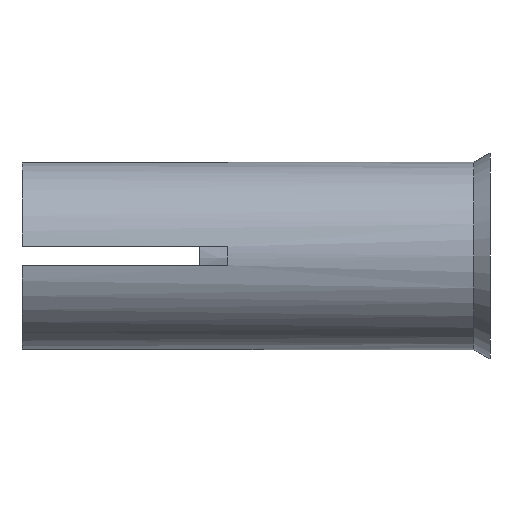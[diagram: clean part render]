
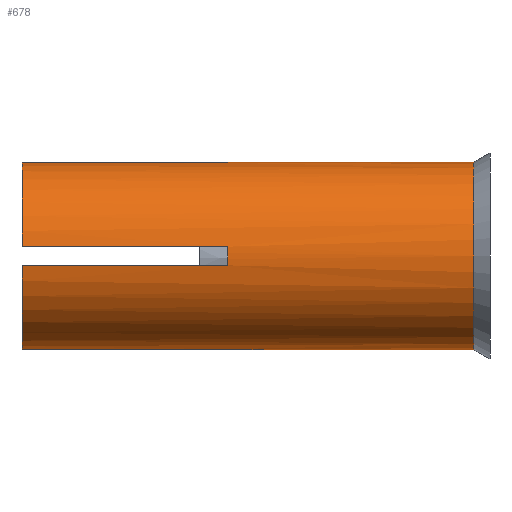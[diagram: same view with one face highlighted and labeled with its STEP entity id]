
A CAD part, front view. The second image highlights one B-rep face of the part: STEP entity #678.
In plain terms, the highlighted cylindrical face has radius 5 mm (diameter 10 mm), a full revolution.
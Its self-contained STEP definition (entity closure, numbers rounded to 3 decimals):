
#4 = EDGE_CURVE ( 'NONE', #1101, #155, #235, .T. ) ;
#35 = EDGE_CURVE ( 'NONE', #620, #594, #480, .T. ) ;
#36 = VERTEX_POINT ( 'NONE', #961 ) ;
#39 = LINE ( 'NONE', #167, #1160 ) ;
#42 = EDGE_CURVE ( 'NONE', #155, #36, #51, .T. ) ;
#51 = CIRCLE ( 'NONE', #1622, 5. ) ;
#53 = EDGE_LOOP ( 'NONE', ( #1050 ) ) ;
#66 = ORIENTED_EDGE ( 'NONE', *, *, #1458, .F. ) ;
#85 = ORIENTED_EDGE ( 'NONE', *, *, #35, .T. ) ;
#91 = DIRECTION ( 'NONE',  ( 0., 0., 1. ) ) ;
#137 = FACE_OUTER_BOUND ( 'NONE', #53, .T. ) ;
#144 = DIRECTION ( 'NONE',  ( 0., 0., 1. ) ) ;
#155 = VERTEX_POINT ( 'NONE', #1289 ) ;
#161 = ORIENTED_EDGE ( 'NONE', *, *, #828, .T. ) ;
#167 = CARTESIAN_POINT ( 'NONE',  ( -14., 4.975, -0.5 ) ) ;
#192 = VERTEX_POINT ( 'NONE', #787 ) ;
#201 = CARTESIAN_POINT ( 'NONE',  ( -14., -4.975, -0.5 ) ) ;
#205 = CARTESIAN_POINT ( 'NONE',  ( -25., -4.975, -0.5 ) ) ;
#215 = DIRECTION ( 'NONE',  ( -1., 0., 0. ) ) ;
#229 = CARTESIAN_POINT ( 'NONE',  ( -14., -0.5, -4.975 ) ) ;
#235 = LINE ( 'NONE', #464, #286 ) ;
#239 = EDGE_CURVE ( 'NONE', #309, #1553, #702, .T. ) ;
#246 = AXIS2_PLACEMENT_3D ( 'NONE', #1118, #498, #1005 ) ;
#265 = ORIENTED_EDGE ( 'NONE', *, *, #1193, .F. ) ;
#273 = LINE ( 'NONE', #1500, #764 ) ;
#284 = AXIS2_PLACEMENT_3D ( 'NONE', #1571, #819, #827 ) ;
#286 = VECTOR ( 'NONE', #455, 1000. ) ;
#309 = VERTEX_POINT ( 'NONE', #340 ) ;
#340 = CARTESIAN_POINT ( 'NONE',  ( -14., 0.5, -4.975 ) ) ;
#346 = ORIENTED_EDGE ( 'NONE', *, *, #732, .F. ) ;
#355 = VERTEX_POINT ( 'NONE', #704 ) ;
#368 = CARTESIAN_POINT ( 'NONE',  ( -25., 0.5, -4.975 ) ) ;
#377 = CIRCLE ( 'NONE', #482, 5. ) ;
#395 = AXIS2_PLACEMENT_3D ( 'NONE', #1018, #524, #886 ) ;
#415 = DIRECTION ( 'NONE',  ( 0., 0., 1. ) ) ;
#421 = DIRECTION ( 'NONE',  ( 0., 0., 1. ) ) ;
#436 = VERTEX_POINT ( 'NONE', #1512 ) ;
#440 = CARTESIAN_POINT ( 'NONE',  ( -25., 4.975, 0.5 ) ) ;
#447 = VECTOR ( 'NONE', #719, 1000. ) ;
#455 = DIRECTION ( 'NONE',  ( -1., 0., 0. ) ) ;
#457 = CARTESIAN_POINT ( 'NONE',  ( -14., 0., 0. ) ) ;
#464 = CARTESIAN_POINT ( 'NONE',  ( -14., -4.975, 0.5 ) ) ;
#480 = LINE ( 'NONE', #1614, #1568 ) ;
#482 = AXIS2_PLACEMENT_3D ( 'NONE', #1029, #1389, #1040 ) ;
#490 = CARTESIAN_POINT ( 'NONE',  ( -14., -4.975, 0.5 ) ) ;
#498 = DIRECTION ( 'NONE',  ( -1., 0., 0. ) ) ;
#524 = DIRECTION ( 'NONE',  ( -1., 0., 0. ) ) ;
#532 = ORIENTED_EDGE ( 'NONE', *, *, #536, .T. ) ;
#536 = EDGE_CURVE ( 'NONE', #309, #1266, #837, .T. ) ;
#543 = DIRECTION ( 'NONE',  ( -1., 0., 0. ) ) ;
#558 = CARTESIAN_POINT ( 'NONE',  ( -0.87, 0., 5. ) ) ;
#564 = LINE ( 'NONE', #201, #1296 ) ;
#589 = EDGE_CURVE ( 'NONE', #192, #1545, #564, .T. ) ;
#594 = VERTEX_POINT ( 'NONE', #440 ) ;
#613 = EDGE_CURVE ( 'NONE', #1553, #436, #893, .T. ) ;
#620 = VERTEX_POINT ( 'NONE', #1125 ) ;
#659 = AXIS2_PLACEMENT_3D ( 'NONE', #707, #215, #91 ) ;
#668 = ORIENTED_EDGE ( 'NONE', *, *, #589, .T. ) ;
#676 = DIRECTION ( 'NONE',  ( -1., 0., 0. ) ) ;
#678 = ADVANCED_FACE ( 'NONE', ( #1241, #137 ), #1148, .T. ) ;
#683 = ORIENTED_EDGE ( 'NONE', *, *, #908, .F. ) ;
#698 = DIRECTION ( 'NONE',  ( -1., 0., 0. ) ) ;
#700 = EDGE_CURVE ( 'NONE', #620, #1479, #1368, .T. ) ;
#702 = CIRCLE ( 'NONE', #748, 5. ) ;
#703 = ORIENTED_EDGE ( 'NONE', *, *, #4, .F. ) ;
#704 = CARTESIAN_POINT ( 'NONE',  ( -14., 0.5, 4.975 ) ) ;
#707 = CARTESIAN_POINT ( 'NONE',  ( -0.87, 0., 0. ) ) ;
#716 = CIRCLE ( 'NONE', #1006, 5. ) ;
#718 = CARTESIAN_POINT ( 'NONE',  ( -25., 0., 0. ) ) ;
#719 = DIRECTION ( 'NONE',  ( -1., 0., 0. ) ) ;
#732 = EDGE_CURVE ( 'NONE', #436, #1545, #841, .T. ) ;
#748 = AXIS2_PLACEMENT_3D ( 'NONE', #804, #1174, #938 ) ;
#764 = VECTOR ( 'NONE', #1115, 1000. ) ;
#782 = DIRECTION ( 'NONE',  ( -1., 0., 0. ) ) ;
#787 = CARTESIAN_POINT ( 'NONE',  ( -14., -4.975, -0.5 ) ) ;
#804 = CARTESIAN_POINT ( 'NONE',  ( -14., 0., 0. ) ) ;
#815 = EDGE_CURVE ( 'NONE', #1169, #1169, #1052, .T. ) ;
#819 = DIRECTION ( 'NONE',  ( -1., 0., 0. ) ) ;
#827 = DIRECTION ( 'NONE',  ( 0., 0., 1. ) ) ;
#828 = EDGE_CURVE ( 'NONE', #1551, #36, #842, .T. ) ;
#837 = LINE ( 'NONE', #1195, #880 ) ;
#841 = CIRCLE ( 'NONE', #1313, 5. ) ;
#842 = LINE ( 'NONE', #1345, #447 ) ;
#851 = DIRECTION ( 'NONE',  ( -1., 0., 0. ) ) ;
#861 = CARTESIAN_POINT ( 'NONE',  ( -25., 0.5, 4.975 ) ) ;
#879 = CARTESIAN_POINT ( 'NONE',  ( -14., 4.975, -0.5 ) ) ;
#880 = VECTOR ( 'NONE', #1085, 1000. ) ;
#886 = DIRECTION ( 'NONE',  ( 0., 0., 1. ) ) ;
#892 = ORIENTED_EDGE ( 'NONE', *, *, #613, .F. ) ;
#893 = LINE ( 'NONE', #229, #1056 ) ;
#903 = ORIENTED_EDGE ( 'NONE', *, *, #1580, .F. ) ;
#908 = EDGE_CURVE ( 'NONE', #355, #1297, #273, .T. ) ;
#921 = ORIENTED_EDGE ( 'NONE', *, *, #239, .F. ) ;
#938 = DIRECTION ( 'NONE',  ( 0., 0., 1. ) ) ;
#944 = CARTESIAN_POINT ( 'NONE',  ( -25., 4.975, -0.5 ) ) ;
#953 = CARTESIAN_POINT ( 'NONE',  ( -14., -0.5, -4.975 ) ) ;
#955 = DIRECTION ( 'NONE',  ( -1., 0., 0. ) ) ;
#961 = CARTESIAN_POINT ( 'NONE',  ( -25., -0.5, 4.975 ) ) ;
#1005 = DIRECTION ( 'NONE',  ( 0., 0., 1. ) ) ;
#1006 = AXIS2_PLACEMENT_3D ( 'NONE', #457, #955, #421 ) ;
#1017 = ORIENTED_EDGE ( 'NONE', *, *, #1110, .F. ) ;
#1018 = CARTESIAN_POINT ( 'NONE',  ( -80.9, 0., 0. ) ) ;
#1029 = CARTESIAN_POINT ( 'NONE',  ( -14., 0., 0. ) ) ;
#1040 = DIRECTION ( 'NONE',  ( 0., 0., 1. ) ) ;
#1050 = ORIENTED_EDGE ( 'NONE', *, *, #815, .T. ) ;
#1052 = CIRCLE ( 'NONE', #659, 5. ) ;
#1056 = VECTOR ( 'NONE', #782, 1000. ) ;
#1085 = DIRECTION ( 'NONE',  ( -1., 0., 0. ) ) ;
#1095 = AXIS2_PLACEMENT_3D ( 'NONE', #1391, #1532, #144 ) ;
#1101 = VERTEX_POINT ( 'NONE', #490 ) ;
#1110 = EDGE_CURVE ( 'NONE', #1240, #1266, #1344, .T. ) ;
#1115 = DIRECTION ( 'NONE',  ( -1., 0., 0. ) ) ;
#1118 = CARTESIAN_POINT ( 'NONE',  ( -25., 0., 0. ) ) ;
#1125 = CARTESIAN_POINT ( 'NONE',  ( -14., 4.975, 0.5 ) ) ;
#1148 = CYLINDRICAL_SURFACE ( 'NONE', #395, 5. ) ;
#1160 = VECTOR ( 'NONE', #543, 1000. ) ;
#1169 = VERTEX_POINT ( 'NONE', #558 ) ;
#1174 = DIRECTION ( 'NONE',  ( -1., 0., 0. ) ) ;
#1178 = CARTESIAN_POINT ( 'NONE',  ( -25., 0., 0. ) ) ;
#1193 = EDGE_CURVE ( 'NONE', #192, #1101, #716, .T. ) ;
#1195 = CARTESIAN_POINT ( 'NONE',  ( -14., 0.5, -4.975 ) ) ;
#1209 = CIRCLE ( 'NONE', #284, 5. ) ;
#1212 = DIRECTION ( 'NONE',  ( 0., 0., 1. ) ) ;
#1240 = VERTEX_POINT ( 'NONE', #944 ) ;
#1241 = FACE_OUTER_BOUND ( 'NONE', #1248, .T. ) ;
#1248 = EDGE_LOOP ( 'NONE', ( #1412, #85, #903, #683, #1410, #161, #1579, #703, #265, #668, #346, #892, #921, #532, #1017, #66 ) ) ;
#1266 = VERTEX_POINT ( 'NONE', #368 ) ;
#1289 = CARTESIAN_POINT ( 'NONE',  ( -25., -4.975, 0.5 ) ) ;
#1296 = VECTOR ( 'NONE', #1593, 1000. ) ;
#1297 = VERTEX_POINT ( 'NONE', #861 ) ;
#1313 = AXIS2_PLACEMENT_3D ( 'NONE', #1178, #676, #415 ) ;
#1319 = CARTESIAN_POINT ( 'NONE',  ( -14., -0.5, 4.975 ) ) ;
#1344 = CIRCLE ( 'NONE', #246, 5. ) ;
#1345 = CARTESIAN_POINT ( 'NONE',  ( -14., -0.5, 4.975 ) ) ;
#1368 = CIRCLE ( 'NONE', #1095, 5. ) ;
#1389 = DIRECTION ( 'NONE',  ( -1., 0., 0. ) ) ;
#1391 = CARTESIAN_POINT ( 'NONE',  ( -14., 0., 0. ) ) ;
#1410 = ORIENTED_EDGE ( 'NONE', *, *, #1471, .F. ) ;
#1412 = ORIENTED_EDGE ( 'NONE', *, *, #700, .F. ) ;
#1458 = EDGE_CURVE ( 'NONE', #1479, #1240, #39, .T. ) ;
#1471 = EDGE_CURVE ( 'NONE', #1551, #355, #377, .T. ) ;
#1479 = VERTEX_POINT ( 'NONE', #879 ) ;
#1500 = CARTESIAN_POINT ( 'NONE',  ( -14., 0.5, 4.975 ) ) ;
#1512 = CARTESIAN_POINT ( 'NONE',  ( -25., -0.5, -4.975 ) ) ;
#1532 = DIRECTION ( 'NONE',  ( -1., 0., 0. ) ) ;
#1545 = VERTEX_POINT ( 'NONE', #205 ) ;
#1551 = VERTEX_POINT ( 'NONE', #1319 ) ;
#1553 = VERTEX_POINT ( 'NONE', #953 ) ;
#1568 = VECTOR ( 'NONE', #698, 1000. ) ;
#1571 = CARTESIAN_POINT ( 'NONE',  ( -25., 0., 0. ) ) ;
#1579 = ORIENTED_EDGE ( 'NONE', *, *, #42, .F. ) ;
#1580 = EDGE_CURVE ( 'NONE', #1297, #594, #1209, .T. ) ;
#1593 = DIRECTION ( 'NONE',  ( -1., 0., 0. ) ) ;
#1614 = CARTESIAN_POINT ( 'NONE',  ( -14., 4.975, 0.5 ) ) ;
#1622 = AXIS2_PLACEMENT_3D ( 'NONE', #718, #851, #1212 ) ;
